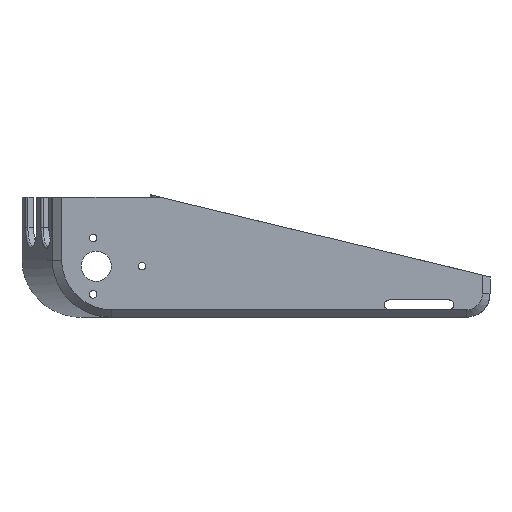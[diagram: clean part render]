
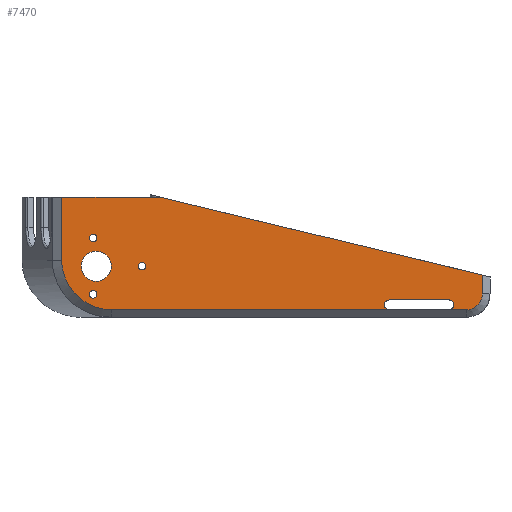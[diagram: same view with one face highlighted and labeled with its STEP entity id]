
A CAD part, left-side view. The second image highlights one B-rep face of the part: STEP entity #7470.
In plain terms, the highlighted planar face has unit normal (-1, 0, 0).
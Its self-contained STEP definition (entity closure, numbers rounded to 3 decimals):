
#3009 = VERTEX_POINT('',#3010);
#3010 = CARTESIAN_POINT('',(-50.8,88.9,50.8));
#3016 = EDGE_CURVE('',#3009,#3017,#3019,.T.);
#3017 = VERTEX_POINT('',#3018);
#3018 = CARTESIAN_POINT('',(-50.8,47.574,50.8));
#3019 = LINE('',#3020,#3021);
#3020 = CARTESIAN_POINT('',(-50.8,92.075,50.8));
#3021 = VECTOR('',#3022,1.);
#3022 = DIRECTION('',(0.,-1.,0.));
#3316 = VERTEX_POINT('',#3317);
#3317 = CARTESIAN_POINT('',(-50.8,88.9,24.13));
#3322 = EDGE_CURVE('',#3316,#3009,#3323,.T.);
#3323 = LINE('',#3324,#3325);
#3324 = CARTESIAN_POINT('',(-50.8,88.9,24.13));
#3325 = VECTOR('',#3326,1.);
#3326 = DIRECTION('',(0.,0.,1.));
#6411 = VERTEX_POINT('',#6412);
#6412 = CARTESIAN_POINT('',(-50.8,-49.421,3.302));
#6418 = EDGE_CURVE('',#6419,#6411,#6421,.T.);
#6419 = VERTEX_POINT('',#6420);
#6420 = CARTESIAN_POINT('',(-50.8,-74.821,3.302));
#6421 = LINE('',#6422,#6423);
#6422 = CARTESIAN_POINT('',(-50.8,8.627,3.302));
#6423 = VECTOR('',#6424,1.);
#6424 = DIRECTION('',(0.,1.,0.));
#7435 = EDGE_CURVE('',#3017,#7436,#7438,.T.);
#7436 = VERTEX_POINT('',#7437);
#7437 = CARTESIAN_POINT('',(-50.8,-88.9,17.815));
#7438 = LINE('',#7439,#7440);
#7439 = CARTESIAN_POINT('',(-50.8,87.139,60.363));
#7440 = VECTOR('',#7441,1.);
#7441 = DIRECTION('',(0.,-0.972,-0.235));
#7470 = ADVANCED_FACE('',(#7471,#7513,#7524,#7535,#7546,#7557),#7584,.F.
  );
#7471 = FACE_BOUND('',#7472,.F.);
#7472 = EDGE_LOOP('',(#7473,#7474,#7482,#7491,#7499,#7511,#7512));
#7473 = ORIENTED_EDGE('',*,*,#7435,.T.);
#7474 = ORIENTED_EDGE('',*,*,#7475,.T.);
#7475 = EDGE_CURVE('',#7436,#7476,#7478,.T.);
#7476 = VERTEX_POINT('',#7477);
#7477 = CARTESIAN_POINT('',(-50.8,-88.9,9.906));
#7478 = LINE('',#7479,#7480);
#7479 = CARTESIAN_POINT('',(-50.8,-88.9,17.047));
#7480 = VECTOR('',#7481,1.);
#7481 = DIRECTION('',(-0.,-0.,-1.));
#7482 = ORIENTED_EDGE('',*,*,#7483,.T.);
#7483 = EDGE_CURVE('',#7476,#7484,#7486,.T.);
#7484 = VERTEX_POINT('',#7485);
#7485 = CARTESIAN_POINT('',(-50.8,-82.169,3.175));
#7486 = CIRCLE('',#7487,6.731);
#7487 = AXIS2_PLACEMENT_3D('',#7488,#7489,#7490);
#7488 = CARTESIAN_POINT('',(-50.8,-82.169,9.906));
#7489 = DIRECTION('',(1.,0.,0.));
#7490 = DIRECTION('',(0.,-1.,0.));
#7491 = ORIENTED_EDGE('',*,*,#7492,.T.);
#7492 = EDGE_CURVE('',#7484,#7493,#7495,.T.);
#7493 = VERTEX_POINT('',#7494);
#7494 = CARTESIAN_POINT('',(-50.8,67.945,3.175));
#7495 = LINE('',#7496,#7497);
#7496 = CARTESIAN_POINT('',(-50.8,-82.169,3.175));
#7497 = VECTOR('',#7498,1.);
#7498 = DIRECTION('',(0.,1.,0.));
#7499 = ORIENTED_EDGE('',*,*,#7500,.T.);
#7500 = EDGE_CURVE('',#7493,#3316,#7501,.T.);
#7501 = B_SPLINE_CURVE_WITH_KNOTS('',8,(#7502,#7503,#7504,#7505,#7506,
    #7507,#7508,#7509,#7510),.UNSPECIFIED.,.F.,.F.,(9,9),(
    172.815,210.539),.PIECEWISE_BEZIER_KNOTS.);
#7502 = CARTESIAN_POINT('',(-50.8,67.942,3.175));
#7503 = CARTESIAN_POINT('',(-50.8,72.099,3.178));
#7504 = CARTESIAN_POINT('',(-50.8,76.224,4.137));
#7505 = CARTESIAN_POINT('',(-50.8,80.091,
    6.028));
#7506 = CARTESIAN_POINT('',(-50.8,83.476,8.767));
#7507 = CARTESIAN_POINT('',(-50.8,86.16,
    12.192));
#7508 = CARTESIAN_POINT('',(-50.8,87.99,16.065));
#7509 = CARTESIAN_POINT('',(-50.8,88.9,20.126));
#7510 = CARTESIAN_POINT('',(-50.8,88.9,24.13));
#7511 = ORIENTED_EDGE('',*,*,#3322,.T.);
#7512 = ORIENTED_EDGE('',*,*,#3016,.T.);
#7513 = FACE_BOUND('',#7514,.F.);
#7514 = EDGE_LOOP('',(#7515));
#7515 = ORIENTED_EDGE('',*,*,#7516,.F.);
#7516 = EDGE_CURVE('',#7517,#7517,#7519,.T.);
#7517 = VERTEX_POINT('',#7518);
#7518 = CARTESIAN_POINT('',(-50.8,77.186,33.432));
#7519 = CIRCLE('',#7520,1.588);
#7520 = AXIS2_PLACEMENT_3D('',#7521,#7522,#7523);
#7521 = CARTESIAN_POINT('',(-50.8,75.599,33.432));
#7522 = DIRECTION('',(1.,0.,0.));
#7523 = DIRECTION('',(0.,1.,0.));
#7524 = FACE_BOUND('',#7525,.F.);
#7525 = EDGE_LOOP('',(#7526));
#7526 = ORIENTED_EDGE('',*,*,#7527,.F.);
#7527 = EDGE_CURVE('',#7528,#7528,#7530,.T.);
#7528 = VERTEX_POINT('',#7529);
#7529 = CARTESIAN_POINT('',(-50.8,80.679,21.554));
#7530 = CIRCLE('',#7531,6.35);
#7531 = AXIS2_PLACEMENT_3D('',#7532,#7533,#7534);
#7532 = CARTESIAN_POINT('',(-50.8,74.329,21.554));
#7533 = DIRECTION('',(1.,0.,0.));
#7534 = DIRECTION('',(0.,1.,0.));
#7535 = FACE_BOUND('',#7536,.F.);
#7536 = EDGE_LOOP('',(#7537));
#7537 = ORIENTED_EDGE('',*,*,#7538,.F.);
#7538 = EDGE_CURVE('',#7539,#7539,#7541,.T.);
#7539 = VERTEX_POINT('',#7540);
#7540 = CARTESIAN_POINT('',(-50.8,56.612,21.554));
#7541 = CIRCLE('',#7542,1.588);
#7542 = AXIS2_PLACEMENT_3D('',#7543,#7544,#7545);
#7543 = CARTESIAN_POINT('',(-50.8,55.025,21.554));
#7544 = DIRECTION('',(1.,0.,0.));
#7545 = DIRECTION('',(0.,1.,0.));
#7546 = FACE_BOUND('',#7547,.F.);
#7547 = EDGE_LOOP('',(#7548));
#7548 = ORIENTED_EDGE('',*,*,#7549,.F.);
#7549 = EDGE_CURVE('',#7550,#7550,#7552,.T.);
#7550 = VERTEX_POINT('',#7551);
#7551 = CARTESIAN_POINT('',(-50.8,77.186,9.675));
#7552 = CIRCLE('',#7553,1.588);
#7553 = AXIS2_PLACEMENT_3D('',#7554,#7555,#7556);
#7554 = CARTESIAN_POINT('',(-50.8,75.599,9.675));
#7555 = DIRECTION('',(1.,0.,0.));
#7556 = DIRECTION('',(0.,1.,0.));
#7557 = FACE_BOUND('',#7558,.F.);
#7558 = EDGE_LOOP('',(#7559,#7568,#7576,#7583));
#7559 = ORIENTED_EDGE('',*,*,#7560,.F.);
#7560 = EDGE_CURVE('',#7561,#6419,#7563,.T.);
#7561 = VERTEX_POINT('',#7562);
#7562 = CARTESIAN_POINT('',(-50.8,-74.821,7.302));
#7563 = CIRCLE('',#7564,2.);
#7564 = AXIS2_PLACEMENT_3D('',#7565,#7566,#7567);
#7565 = CARTESIAN_POINT('',(-50.8,-74.821,5.302));
#7566 = DIRECTION('',(1.,0.,0.));
#7567 = DIRECTION('',(0.,1.,0.));
#7568 = ORIENTED_EDGE('',*,*,#7569,.T.);
#7569 = EDGE_CURVE('',#7561,#7570,#7572,.T.);
#7570 = VERTEX_POINT('',#7571);
#7571 = CARTESIAN_POINT('',(-50.8,-49.421,7.302));
#7572 = LINE('',#7573,#7574);
#7573 = CARTESIAN_POINT('',(-50.8,8.627,7.302));
#7574 = VECTOR('',#7575,1.);
#7575 = DIRECTION('',(0.,1.,0.));
#7576 = ORIENTED_EDGE('',*,*,#7577,.F.);
#7577 = EDGE_CURVE('',#6411,#7570,#7578,.T.);
#7578 = CIRCLE('',#7579,2.);
#7579 = AXIS2_PLACEMENT_3D('',#7580,#7581,#7582);
#7580 = CARTESIAN_POINT('',(-50.8,-49.421,5.302));
#7581 = DIRECTION('',(1.,0.,0.));
#7582 = DIRECTION('',(0.,1.,0.));
#7583 = ORIENTED_EDGE('',*,*,#6418,.F.);
#7584 = PLANE('',#7585);
#7585 = AXIS2_PLACEMENT_3D('',#7586,#7587,#7588);
#7586 = CARTESIAN_POINT('',(-50.8,92.075,0.));
#7587 = DIRECTION('',(1.,0.,0.));
#7588 = DIRECTION('',(0.,-1.,0.));
